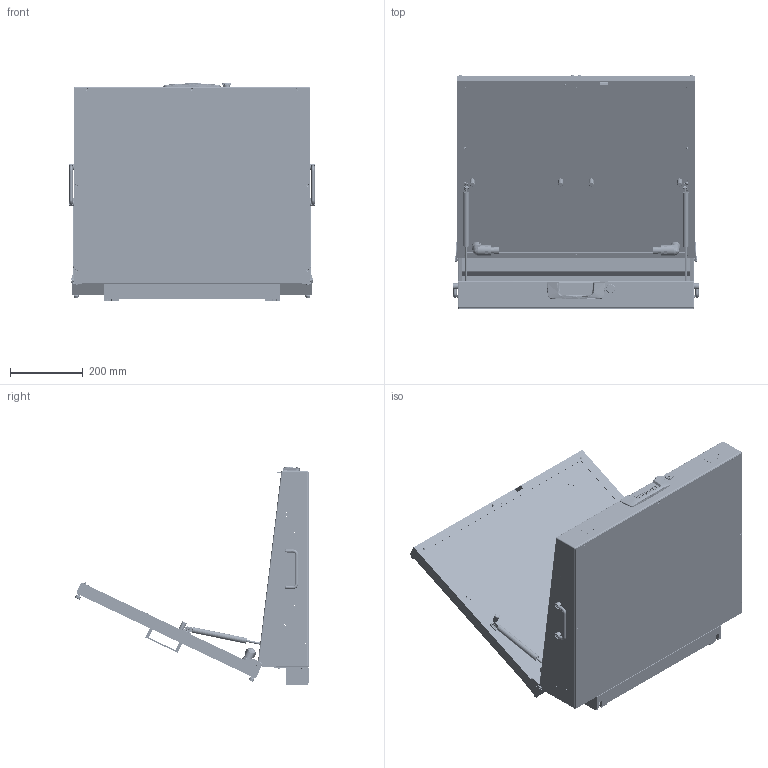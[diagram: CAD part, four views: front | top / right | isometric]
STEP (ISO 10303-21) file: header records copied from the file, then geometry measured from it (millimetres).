
FILE_DESCRIPTION (( 'STEP AP214' ), '1' );
FILE_NAME ('INGUN_114625_open.STEP', '2025-07-29T08:05:24', ( '' ), ( '' ), 'SwSTEP 2.0', 'SolidWorks 2023', '' );
FILE_SCHEMA (( 'AUTOMOTIVE_DESIGN' ));
Length unit declared in the file: millimetre
Products named in the file (85): DIN988~n_06x12x0,1; 11657~0; 100974~1_KUNDE<S>; 1607~1; 113713~0_S; INFO_4562~3_Typenschild 1010; 2229~6; 116832~0_S; 113694~1; 3366~0; 112034~0_S; 116284~0_S; 8078~0_flexibel <Standard>; DIN934~n_M04,0 A2; 112132~0_S; 32171~1_S; 114543~6_KUNDE<S>; DIN7991~n_M04,0x012; 114196_004~0_S; 112838~2_S; 113786~5_S; Gewindebuchse~n_M04-07,5 offen; DIN7~n_04,0m6x006; Gewindebuchse~n_M04-05,0 geschlossen; 109145~1_S; 8078~0_ausgefahren<Standard>; 112992~2_S; 113714~1; 116128~1_S; 113760~4_S; DIN985-A2~n_M04,0; DIN7991~n_M03,0x012; 114556~0_S; 112025~4_S; ISO7380~n_M04,0x006; ASR~asr_Øi05,2x03xØa10; 115770~1_S; INGUN_114625_open; 49317~0; DIN125~n_04,3 M04,0 VA ...
Assembly tree (220 placements, depth 5):
  INGUN_114625_open
    113786~5_S
      113787~3_S
      32171~1_S
      112024~0_S
      112025~4_S
      DIN125~n_04,3 M04,0 VA
      DIN985-A2~n_M04,0
      DIN912~n_M04,0x016
      112026~0_Mitte<S>
      112992~2_S  x2
      49317~0  x2
      ISO7380~n_M03,0x005
      114196~0  x2
        114196_001~0
        114196_002~0
        114196_003~0
        114196_004~0_S
      114364~0_S
      DIN934~n_M04,0 A2
      116832~0_S
        116542~2_S
        DIN913~n_M03,0x06 VA
        114364~0_S
    114543~6_KUNDE<S>
      115770~1_S
        114545~1_S
        Gewindebuchse~n_M04-07,5 offen  x8
        Gewindebuchse~n_M04-05,0 geschlossen  x7
      114548~1_S  x2
      114555~0_Kunde<S>  x2
        100974~1_KUNDE<S>
        100974~1_KUNDE<S>
        100974~1_KUNDE<S>
        100974~1_KUNDE<S>
      113760~4_S
      114556~0_S
      105791~0  x8
      ASR~asr_Øi05,2x03xØa10  x12
      112838~2_S  x8
      42751~1_S
      1607~1  x4
      19420~3  x2
      11657~0  x2
      11655~0  x2
      ISO7380~n_M03,0x006  x8
      ISO7380~n_M03,0x008  x7
      ISO7380~n_M04,0x012  x7
      DIN7~n_04,0m6x006  x2
      DIN_6799_-_A2~n_d 5  x8
      DIN985-A2~n_M04,0  x2
      DIN7~n_04,0m6x004  x2
      2196~6  x4
      DIN7991~n_M04,0x012  x4
      2229~6  x4
      5332~0  x2
      INFO_4562~3_Typenschild 1010
      114607~0_S
      116128~1_S  x2
      116281~0_S  x2
Bounding box: 674 x 642.52 x 598.1 mm (x, y, z)
Volume: 8006335.2 mm3; surface area: 3642465.4 mm2
Topology: 223 solids, 223 shells, 10851 faces, 25770 edges, 15879 vertices
Faces by surface type: plane 4058, cylinder 3522, bspline 2371, cone 670, torus 204, sphere 26
Entity records: 239504 total; most frequent: CARTESIAN_POINT 120868, ORIENTED_EDGE 26430, DIRECTION 18350, EDGE_CURVE 13215, VERTEX_POINT 7919, AXIS2_PLACEMENT_3D 6917, EDGE_LOOP 6314, FACE_OUTER_BOUND 5677
